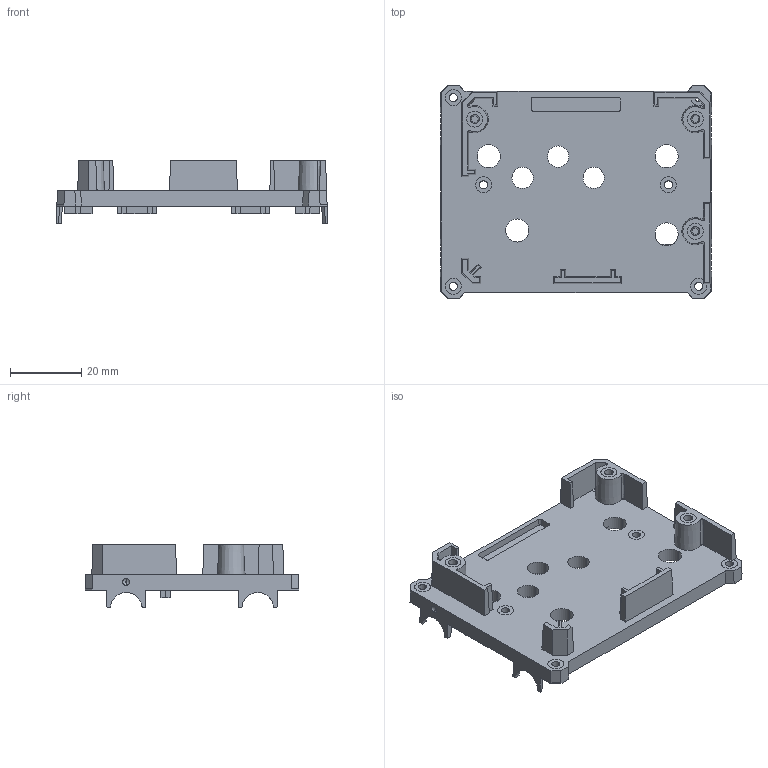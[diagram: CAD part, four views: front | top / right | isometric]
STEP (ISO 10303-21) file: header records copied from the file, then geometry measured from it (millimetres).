
FILE_DESCRIPTION (( 'STEP AP214' ), '1' );
FILE_NAME ('JXHSV06-08013-d sliding seat cover.step', '2023-01-05T07:16:20', ( '微软用户' ), ( '微软中国' ), 'SwSTEP 2.0', 'SolidWorks 2020', '' );
FILE_SCHEMA (( 'AUTOMOTIVE_DESIGN' ));
Length unit declared in the file: millimetre
Products named in the file (1): JXHSV06-08013-d sliding seat cover
Bounding box: 76.34 x 60 x 17.69 mm (x, y, z)
Volume: 14451.4 mm3; surface area: 15627.7 mm2
Topology: 3 solids, 3 shells, 592 faces, 1548 edges, 999 vertices
Faces by surface type: plane 462, cylinder 112, cone 10, bspline 6, torus 2
Entity records: 18587 total; most frequent: CARTESIAN_POINT 3821, ORIENTED_EDGE 3096, DIRECTION 2750, EDGE_CURVE 1548, VECTOR 1168, LINE 1168, VERTEX_POINT 999, AXIS2_PLACEMENT_3D 791
